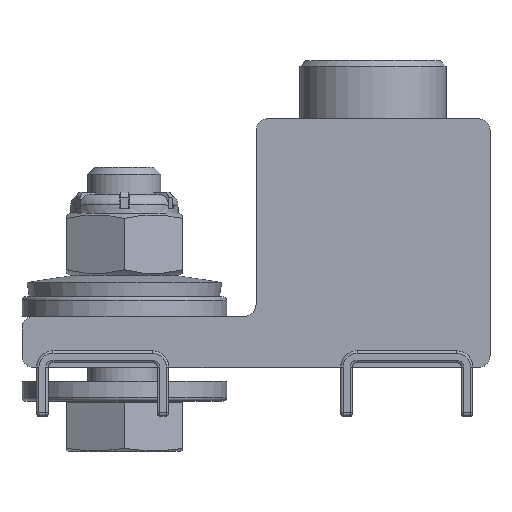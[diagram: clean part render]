
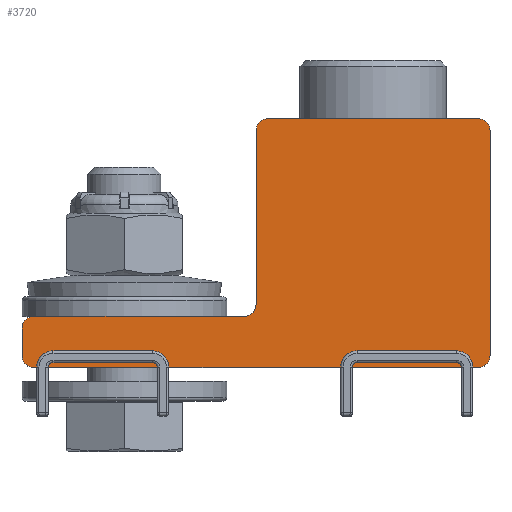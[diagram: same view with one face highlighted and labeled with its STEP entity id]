
A CAD part, top view. The second image highlights one B-rep face of the part: STEP entity #3720.
In plain terms, the highlighted planar face has unit normal (0, 0, 1).
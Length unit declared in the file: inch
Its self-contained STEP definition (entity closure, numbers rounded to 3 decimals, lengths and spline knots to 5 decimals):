
#142=LINE('',#5571,#456);
#146=LINE('',#5673,#460);
#150=LINE('',#5691,#464);
#159=LINE('',#5714,#473);
#160=LINE('',#5717,#474);
#161=LINE('',#5721,#475);
#456=VECTOR('',#4376,0.9);
#460=VECTOR('',#4394,0.962);
#464=VECTOR('',#4414,0.744);
#473=VECTOR('',#4435,0.9);
#474=VECTOR('',#4438,0.118);
#475=VECTOR('',#4441,1.9);
#773=PLANE('',#3967);
#1010=FACE_OUTER_BOUND('',#1247,.T.);
#1247=EDGE_LOOP('',(#2617,#2618,#2619,#2620,#2621,#2622,#2623,#2624,#2625,
#2626,#2627,#2628));
#1498=CIRCLE('',#3962,0.05);
#1500=CIRCLE('',#3965,0.05);
#1501=CIRCLE('',#3968,0.05);
#1502=CIRCLE('',#3969,0.05);
#1503=CIRCLE('',#3970,0.05);
#1504=CIRCLE('',#3971,0.05);
#1663=VERTEX_POINT('',#5567);
#1665=VERTEX_POINT('',#5570);
#1677=VERTEX_POINT('',#5669);
#1679=VERTEX_POINT('',#5672);
#1681=VERTEX_POINT('',#5688);
#1682=VERTEX_POINT('',#5690);
#1685=VERTEX_POINT('',#5698);
#1688=VERTEX_POINT('',#5705);
#1689=VERTEX_POINT('',#5707);
#1691=VERTEX_POINT('',#5716);
#1692=VERTEX_POINT('',#5718);
#1693=VERTEX_POINT('',#5720);
#2017=EDGE_CURVE('',#1665,#1663,#142,.T.);
#2031=EDGE_CURVE('',#1679,#1677,#146,.T.);
#2038=EDGE_CURVE('',#1682,#1681,#150,.T.);
#2043=EDGE_CURVE('',#1685,#1681,#1498,.T.);
#2046=EDGE_CURVE('',#1688,#1689,#1500,.T.);
#2050=EDGE_CURVE('',#1685,#1689,#159,.T.);
#2051=EDGE_CURVE('',#1688,#1691,#160,.T.);
#2052=EDGE_CURVE('',#1692,#1691,#1501,.T.);
#2053=EDGE_CURVE('',#1692,#1693,#161,.T.);
#2054=EDGE_CURVE('',#1679,#1693,#1502,.T.);
#2055=EDGE_CURVE('',#1665,#1677,#1503,.T.);
#2056=EDGE_CURVE('',#1682,#1663,#1504,.T.);
#2617=ORIENTED_EDGE('',*,*,#2046,.F.);
#2618=ORIENTED_EDGE('',*,*,#2051,.T.);
#2619=ORIENTED_EDGE('',*,*,#2052,.F.);
#2620=ORIENTED_EDGE('',*,*,#2053,.T.);
#2621=ORIENTED_EDGE('',*,*,#2054,.F.);
#2622=ORIENTED_EDGE('',*,*,#2031,.T.);
#2623=ORIENTED_EDGE('',*,*,#2055,.F.);
#2624=ORIENTED_EDGE('',*,*,#2017,.T.);
#2625=ORIENTED_EDGE('',*,*,#2056,.F.);
#2626=ORIENTED_EDGE('',*,*,#2038,.T.);
#2627=ORIENTED_EDGE('',*,*,#2043,.F.);
#2628=ORIENTED_EDGE('',*,*,#2050,.T.);
#3720=ADVANCED_FACE('',(#1010),#773,.T.);
#3962=AXIS2_PLACEMENT_3D('',#5700,#4421,#4422);
#3965=AXIS2_PLACEMENT_3D('',#5708,#4428,#4429);
#3967=AXIS2_PLACEMENT_3D('',#5715,#4436,#4437);
#3968=AXIS2_PLACEMENT_3D('',#5719,#4439,#4440);
#3969=AXIS2_PLACEMENT_3D('',#5722,#4442,#4443);
#3970=AXIS2_PLACEMENT_3D('',#5723,#4444,#4445);
#3971=AXIS2_PLACEMENT_3D('',#5724,#4446,#4447);
#4376=DIRECTION('',(-1.,0.,0.));
#4394=DIRECTION('',(0.,1.,0.));
#4414=DIRECTION('',(0.,-1.,0.));
#4421=DIRECTION('center_axis',(0.,0.,1.));
#4422=DIRECTION('ref_axis',(0.707,-0.707,0.));
#4428=DIRECTION('center_axis',(0.,0.,-1.));
#4429=DIRECTION('ref_axis',(-0.707,0.707,0.));
#4435=DIRECTION('',(-1.,0.,0.));
#4436=DIRECTION('center_axis',(0.,0.,1.));
#4437=DIRECTION('ref_axis',(1.,0.,0.));
#4438=DIRECTION('',(0.,-1.,0.));
#4439=DIRECTION('center_axis',(0.,0.,-1.));
#4440=DIRECTION('ref_axis',(-0.707,-0.707,0.));
#4441=DIRECTION('',(1.,0.,0.));
#4442=DIRECTION('center_axis',(0.,0.,-1.));
#4443=DIRECTION('ref_axis',(0.707,-0.707,0.));
#4444=DIRECTION('center_axis',(0.,0.,-1.));
#4445=DIRECTION('ref_axis',(0.707,0.707,0.));
#4446=DIRECTION('center_axis',(0.,0.,-1.));
#4447=DIRECTION('ref_axis',(-0.707,0.707,0.));
#5567=CARTESIAN_POINT('',(0.05,1.062,0.));
#5570=CARTESIAN_POINT('',(0.95,1.062,0.));
#5571=CARTESIAN_POINT('',(1.,1.062,0.));
#5669=CARTESIAN_POINT('',(1.,1.012,0.));
#5672=CARTESIAN_POINT('',(1.,0.05,0.));
#5673=CARTESIAN_POINT('',(1.,0.,0.));
#5688=CARTESIAN_POINT('',(0.,0.268,0.));
#5690=CARTESIAN_POINT('',(0.,1.012,0.));
#5691=CARTESIAN_POINT('',(0.,1.062,0.));
#5698=CARTESIAN_POINT('',(-0.05,0.218,0.));
#5700=CARTESIAN_POINT('Origin',(-0.05,0.268,0.));
#5705=CARTESIAN_POINT('',(-1.,0.168,0.));
#5707=CARTESIAN_POINT('',(-0.95,0.218,0.));
#5708=CARTESIAN_POINT('Origin',(-0.95,0.168,0.));
#5714=CARTESIAN_POINT('',(0.,0.218,0.));
#5715=CARTESIAN_POINT('Origin',(0.13782,0.39318,0.));
#5716=CARTESIAN_POINT('',(-1.,0.05,0.));
#5717=CARTESIAN_POINT('',(-1.,0.218,0.));
#5718=CARTESIAN_POINT('',(-0.95,0.,0.));
#5719=CARTESIAN_POINT('Origin',(-0.95,0.05,0.));
#5720=CARTESIAN_POINT('',(0.95,0.,0.));
#5721=CARTESIAN_POINT('',(-1.,0.,0.));
#5722=CARTESIAN_POINT('Origin',(0.95,0.05,0.));
#5723=CARTESIAN_POINT('Origin',(0.95,1.012,0.));
#5724=CARTESIAN_POINT('Origin',(0.05,1.012,0.));
